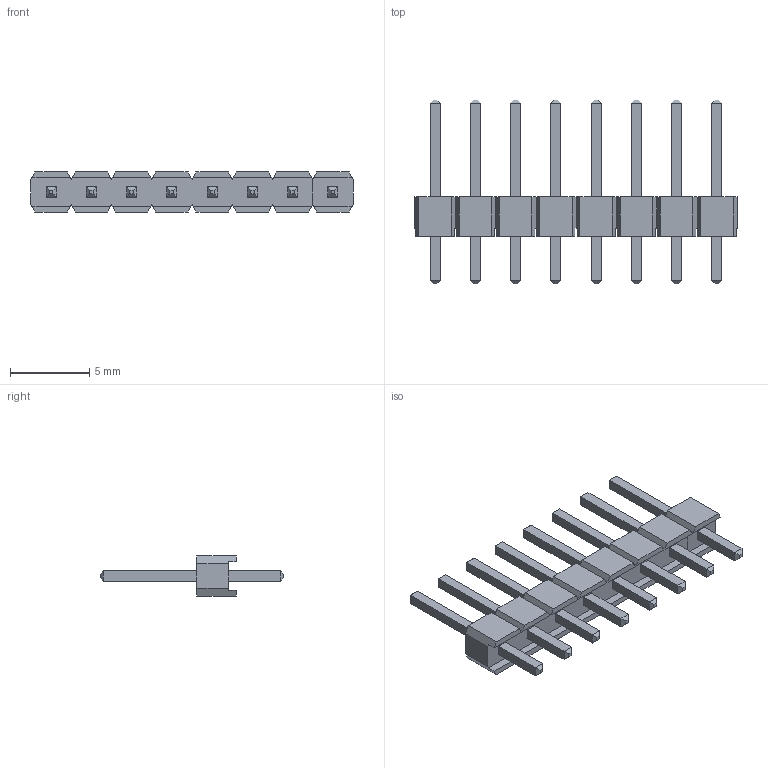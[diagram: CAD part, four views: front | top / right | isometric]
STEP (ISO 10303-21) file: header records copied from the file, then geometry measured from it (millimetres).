
FILE_DESCRIPTION(/* description */ (''),/* implementation_level */ '2;1');
FILE_NAME(/* name */ 'ULO-PH409-1_8SF11.step',/* time_stamp */ '2019-03-21T16:03:52+09:00',/* author */ ('atsushi.sasaki'),/* organization */ (''),/* preprocessor_version */ 'ST-DEVELOPER v17.2',/* originating_system */ 'Autodesk Translation Framework v7.6.0.251',/* authorisation */ '');
FILE_SCHEMA (('AUTOMOTIVE_DESIGN { 1 0 10303 214 3 1 1 }'));
Length unit declared in the file: millimetre
Products named in the file (3): ULO-PH409-1*8SF11; 6130xx11121_PIN; 61300711121
Assembly tree (8 placements, depth 2):
  ULO-PH409-1*8SF11
    6130xx11121_PIN  x7
    61300711121
Bounding box: 20.32 x 11.6 x 2.54 mm (x, y, z)
Volume: 136.6 mm3; surface area: 527.5 mm2
Topology: 10 solids, 10 shells, 232 faces, 572 edges, 360 vertices
Faces by surface type: plane 232
Entity records: 4886 total; most frequent: CARTESIAN_POINT 827, ORIENTED_EDGE 808, DIRECTION 722, LINE 404, VECTOR 404, EDGE_CURVE 404, VERTEX_POINT 264, EDGE_LOOP 164
